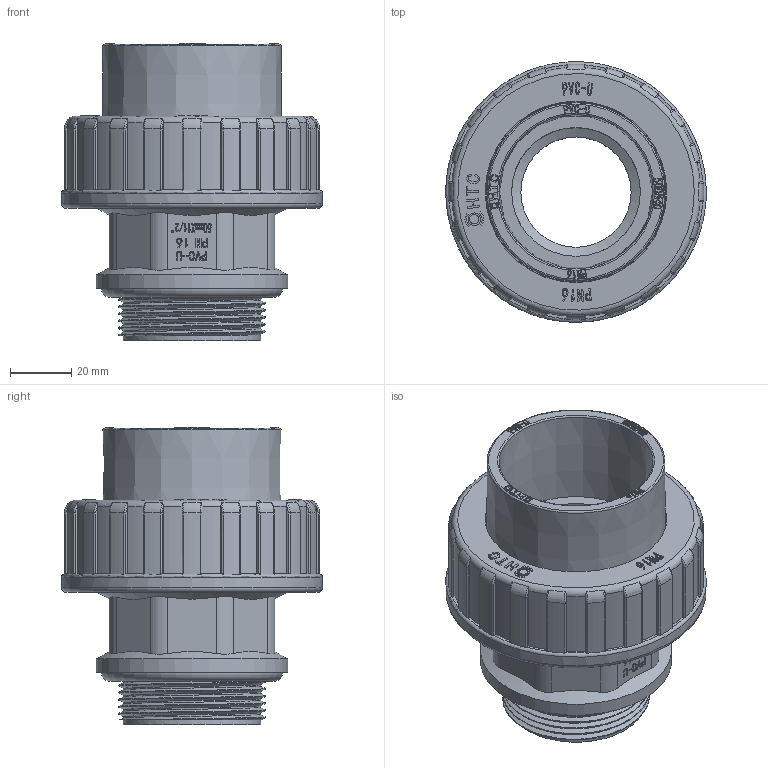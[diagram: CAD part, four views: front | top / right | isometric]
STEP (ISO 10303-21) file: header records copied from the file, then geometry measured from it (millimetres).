
FILE_DESCRIPTION(/* description */ (''),/* implementation_level */ '2;1');
FILE_NAME(/* name */ 'V605011PG.stp',/* time_stamp */ '2024-08-21T08:39:10+08:00',/* author */ (''),/* organization */ (''),/* preprocessor_version */ 'ST-DEVELOPER v16',/* originating_system */ 'SIEMENS PLM Software NX 10.0',/* authorisation */ '');
FILE_SCHEMA (('AUTOMOTIVE_DESIGN { 1 0 10303 214 3 1 1 1 }'));
Length unit declared in the file: millimetre
Products named in the file (1): gelv0BA4BE56jk6v
Bounding box: 85 x 85 x 96.92 mm (x, y, z)
Volume: 174457 mm3; surface area: 73492.1 mm2
Topology: 5 solids, 5 shells, 1819 faces, 5173 edges, 3447 vertices
Faces by surface type: plane 1470, cylinder 144, extrusion 118, bspline 47, torus 33, cone 6, revolution 1
Full cylindrical faces by diameter (mm): 1.377 x1, 1.836 x1, 2.759 x1, 3.06 x1, 3.759 x1, 4.08 x1, 36 x1, 42 x2, 44.845 x7, 48 x2, 58 x2, 62.5 x1, 62.752 x7, 62.8 x1, 65.71 x9, 85 x1
Entity records: 67623 total; most frequent: CARTESIAN_POINT 22363, ORIENTED_EDGE 10096, DIRECTION 8003, EDGE_CURVE 5048, VECTOR 4154, LINE 4036, VERTEX_POINT 3384, EDGE_LOOP 1927
